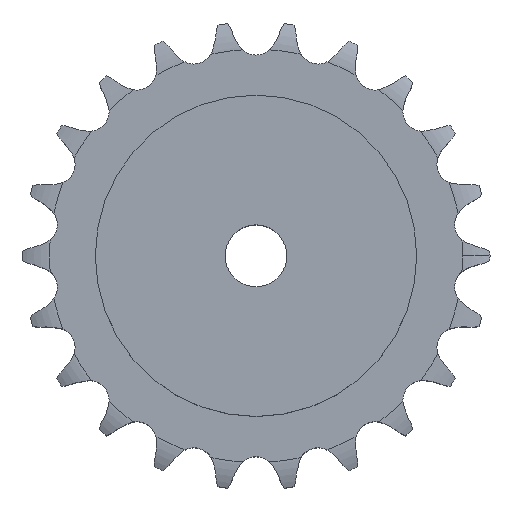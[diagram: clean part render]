
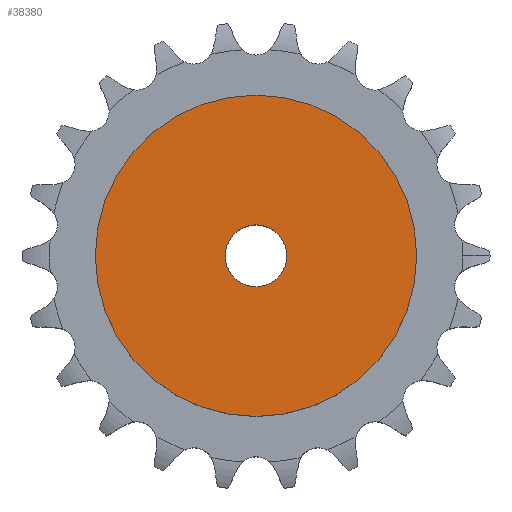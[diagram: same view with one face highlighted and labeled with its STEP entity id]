
A CAD part, top view. The second image highlights one B-rep face of the part: STEP entity #38380.
In plain terms, the highlighted planar face has unit normal (0, 0, 1).
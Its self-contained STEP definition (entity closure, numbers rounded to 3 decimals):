
#20560 = CYLINDRICAL_SURFACE('',#20561,12.5);
#20561 = AXIS2_PLACEMENT_3D('',#20562,#20563,#20564);
#20562 = CARTESIAN_POINT('',(0.,0.,300.193));
#20563 = DIRECTION('',(0.,0.,1.));
#20564 = DIRECTION('',(1.,0.,0.));
#26276 = EDGE_CURVE('',#26277,#26277,#26279,.T.);
#26277 = VERTEX_POINT('',#26278);
#26278 = CARTESIAN_POINT('',(12.5,0.,70.));
#26279 = SURFACE_CURVE('',#26280,(#26285,#26292),.PCURVE_S1.);
#26280 = CIRCLE('',#26281,12.5);
#26281 = AXIS2_PLACEMENT_3D('',#26282,#26283,#26284);
#26282 = CARTESIAN_POINT('',(0.,0.,70.));
#26283 = DIRECTION('',(0.,0.,1.));
#26284 = DIRECTION('',(1.,0.,0.));
#26285 = PCURVE('',#20560,#26286);
#26286 = DEFINITIONAL_REPRESENTATION('',(#26287),#26291);
#26287 = LINE('',#26288,#26289);
#26288 = CARTESIAN_POINT('',(0.,-230.193));
#26289 = VECTOR('',#26290,1.);
#26290 = DIRECTION('',(1.,0.));
#26291 = ( GEOMETRIC_REPRESENTATION_CONTEXT(2) 
PARAMETRIC_REPRESENTATION_CONTEXT() REPRESENTATION_CONTEXT('2D SPACE',''
  ) );
#26292 = PCURVE('',#26293,#26298);
#26293 = PLANE('',#26294);
#26294 = AXIS2_PLACEMENT_3D('',#26295,#26296,#26297);
#26295 = CARTESIAN_POINT('',(0.,0.,70.)
  );
#26296 = DIRECTION('',(0.,0.,1.));
#26297 = DIRECTION('',(1.,0.,0.));
#26298 = DEFINITIONAL_REPRESENTATION('',(#26299),#26303);
#26299 = CIRCLE('',#26300,12.5);
#26300 = AXIS2_PLACEMENT_2D('',#26301,#26302);
#26301 = CARTESIAN_POINT('',(0.,0.));
#26302 = DIRECTION('',(1.,0.));
#26303 = ( GEOMETRIC_REPRESENTATION_CONTEXT(2) 
PARAMETRIC_REPRESENTATION_CONTEXT() REPRESENTATION_CONTEXT('2D SPACE',''
  ) );
#38380 = ADVANCED_FACE('',(#38381,#38412),#26293,.T.);
#38381 = FACE_BOUND('',#38382,.T.);
#38382 = EDGE_LOOP('',(#38383));
#38383 = ORIENTED_EDGE('',*,*,#38384,.T.);
#38384 = EDGE_CURVE('',#38385,#38385,#38387,.T.);
#38385 = VERTEX_POINT('',#38386);
#38386 = CARTESIAN_POINT('',(65.,0.,70.));
#38387 = SURFACE_CURVE('',#38388,(#38393,#38400),.PCURVE_S1.);
#38388 = CIRCLE('',#38389,65.);
#38389 = AXIS2_PLACEMENT_3D('',#38390,#38391,#38392);
#38390 = CARTESIAN_POINT('',(0.,0.,70.));
#38391 = DIRECTION('',(0.,0.,1.));
#38392 = DIRECTION('',(1.,0.,0.));
#38393 = PCURVE('',#26293,#38394);
#38394 = DEFINITIONAL_REPRESENTATION('',(#38395),#38399);
#38395 = CIRCLE('',#38396,65.);
#38396 = AXIS2_PLACEMENT_2D('',#38397,#38398);
#38397 = CARTESIAN_POINT('',(0.,0.));
#38398 = DIRECTION('',(1.,0.));
#38399 = ( GEOMETRIC_REPRESENTATION_CONTEXT(2) 
PARAMETRIC_REPRESENTATION_CONTEXT() REPRESENTATION_CONTEXT('2D SPACE',''
  ) );
#38400 = PCURVE('',#38401,#38406);
#38401 = CYLINDRICAL_SURFACE('',#38402,65.);
#38402 = AXIS2_PLACEMENT_3D('',#38403,#38404,#38405);
#38403 = CARTESIAN_POINT('',(0.,0.,0.));
#38404 = DIRECTION('',(-0.,-0.,-1.));
#38405 = DIRECTION('',(1.,0.,0.));
#38406 = DEFINITIONAL_REPRESENTATION('',(#38407),#38411);
#38407 = LINE('',#38408,#38409);
#38408 = CARTESIAN_POINT('',(-0.,-70.));
#38409 = VECTOR('',#38410,1.);
#38410 = DIRECTION('',(-1.,0.));
#38411 = ( GEOMETRIC_REPRESENTATION_CONTEXT(2) 
PARAMETRIC_REPRESENTATION_CONTEXT() REPRESENTATION_CONTEXT('2D SPACE',''
  ) );
#38412 = FACE_BOUND('',#38413,.T.);
#38413 = EDGE_LOOP('',(#38414));
#38414 = ORIENTED_EDGE('',*,*,#26276,.F.);
